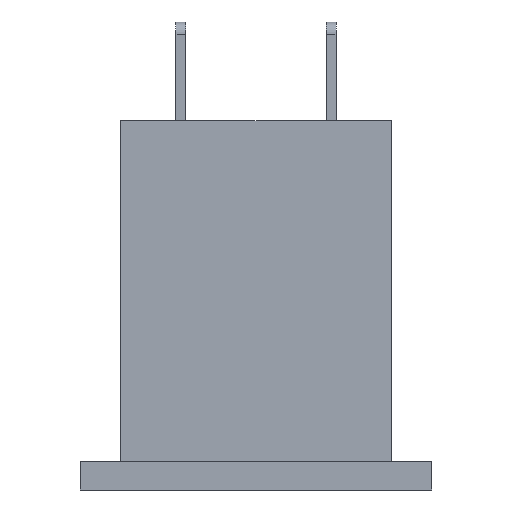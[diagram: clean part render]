
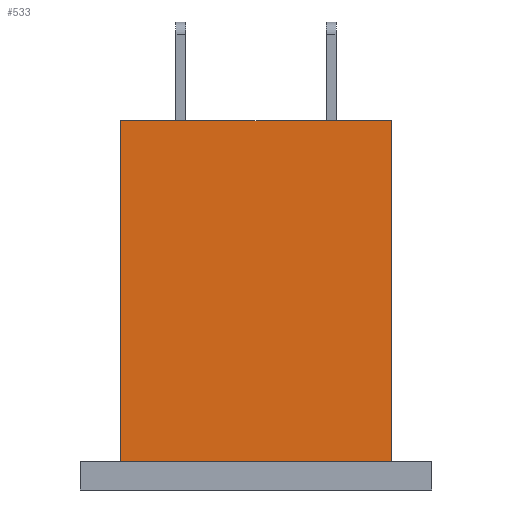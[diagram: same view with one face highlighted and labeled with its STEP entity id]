
A CAD part, left-side view. The second image highlights one B-rep face of the part: STEP entity #533.
In plain terms, the highlighted planar face has unit normal (-1, 0, 0).
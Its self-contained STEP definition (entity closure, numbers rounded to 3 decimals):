
#47=FACE_OUTER_BOUND('',#81,.T.);
#81=EDGE_LOOP('',(#411,#412,#413,#414));
#106=LINE('',#771,#170);
#121=LINE('',#803,#185);
#128=LINE('',#816,#192);
#131=LINE('',#820,#195);
#170=VECTOR('',#620,10.);
#185=VECTOR('',#645,10.);
#192=VECTOR('',#658,10.);
#195=VECTOR('',#663,10.);
#231=VERTEX_POINT('',#764);
#234=VERTEX_POINT('',#769);
#245=VERTEX_POINT('',#800);
#246=VERTEX_POINT('',#802);
#282=EDGE_CURVE('',#234,#231,#106,.T.);
#297=EDGE_CURVE('',#246,#245,#121,.T.);
#304=EDGE_CURVE('',#246,#234,#128,.T.);
#307=EDGE_CURVE('',#245,#231,#131,.T.);
#411=ORIENTED_EDGE('',*,*,#297,.T.);
#412=ORIENTED_EDGE('',*,*,#307,.T.);
#413=ORIENTED_EDGE('',*,*,#282,.F.);
#414=ORIENTED_EDGE('',*,*,#304,.F.);
#505=PLANE('',#581);
#533=ADVANCED_FACE('',(#47),#505,.T.);
#581=AXIS2_PLACEMENT_3D('',#828,#673,#674);
#620=DIRECTION('',(0.,-1.,0.));
#645=DIRECTION('',(0.,-1.,0.));
#658=DIRECTION('',(0.,0.,1.));
#663=DIRECTION('',(0.,0.,1.));
#673=DIRECTION('center_axis',(-1.,0.,0.));
#674=DIRECTION('ref_axis',(0.,-1.,0.));
#764=CARTESIAN_POINT('',(-5.5,-11.,30.));
#769=CARTESIAN_POINT('',(-5.5,11.,30.));
#771=CARTESIAN_POINT('',(-5.5,-11.,30.));
#800=CARTESIAN_POINT('',(-5.5,-11.,2.3));
#802=CARTESIAN_POINT('',(-5.5,11.,2.3));
#803=CARTESIAN_POINT('',(-5.5,5.5,2.3));
#816=CARTESIAN_POINT('',(-5.5,11.,0.));
#820=CARTESIAN_POINT('',(-5.5,-11.,0.));
#828=CARTESIAN_POINT('Origin',(-5.5,11.,0.));
